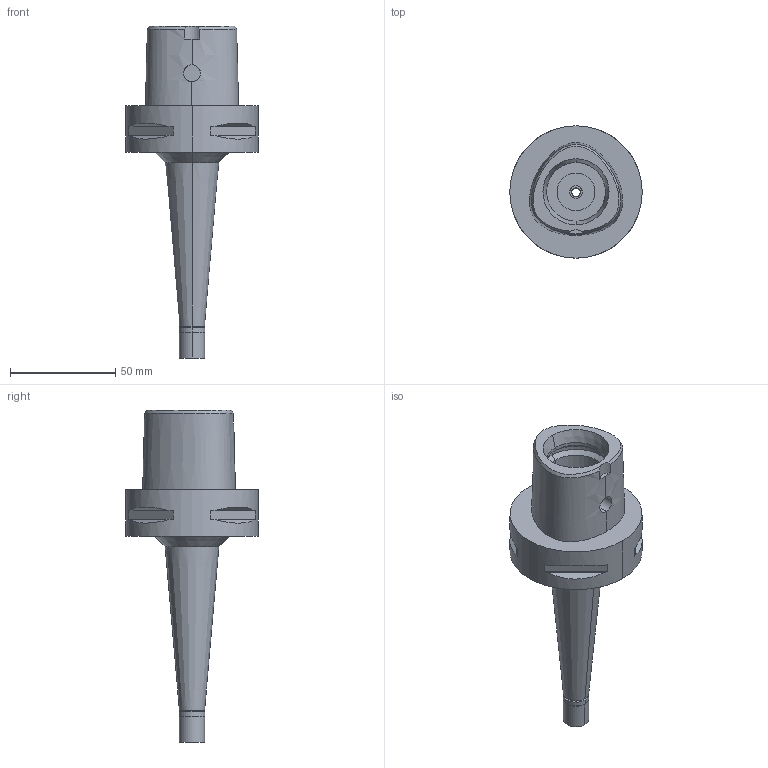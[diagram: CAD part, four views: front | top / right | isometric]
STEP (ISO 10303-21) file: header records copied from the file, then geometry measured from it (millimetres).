
FILE_DESCRIPTION((''),'2;1');
FILE_NAME('C6-MEGA4S-120T-040_ASM','2018-12-10T',('ykawabe'),(''),'CREO PARAMETRIC BY PTC INC, 2016380','CREO PARAMETRIC BY PTC INC, 2016380','');
FILE_SCHEMA(('AUTOMOTIVE_DESIGN { 1 0 10303 214 1 1 1 1 }'));
Length unit declared in the file: millimetre
Products named in the file (5): C6-MEGA4S-120T_1; NBC4S-4AA_1; MGN4S_1; DXF_TEMP_ASSY_ASM_4_ASM; C6-MEGA4S-120T-040_ASM
Assembly tree (4 placements, depth 3):
  C6-MEGA4S-120T-040_ASM
    DXF_TEMP_ASSY_ASM_4_ASM
      C6-MEGA4S-120T_1
      NBC4S-4AA_1
      MGN4S_1
Bounding box: 63 x 63 x 158 mm (x, y, z)
Volume: 122366.3 mm3; surface area: 28488.3 mm2
Topology: 3 solids, 3 shells, 120 faces, 258 edges, 159 vertices
Faces by surface type: cylinder 49, plane 41, cone 24, bspline 4, torus 2
Entity records: 5950 total; most frequent: CARTESIAN_POINT 1621, DIRECTION 640, ORIENTED_EDGE 516, AXIS2_PLACEMENT_3D 269, PRESENTATION_STYLE_ASSIGNMENT 266, STYLED_ITEM 266, CURVE_STYLE 263, EDGE_CURVE 258
